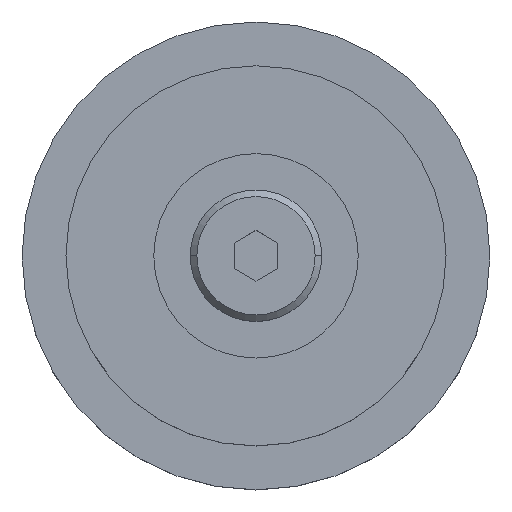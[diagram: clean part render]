
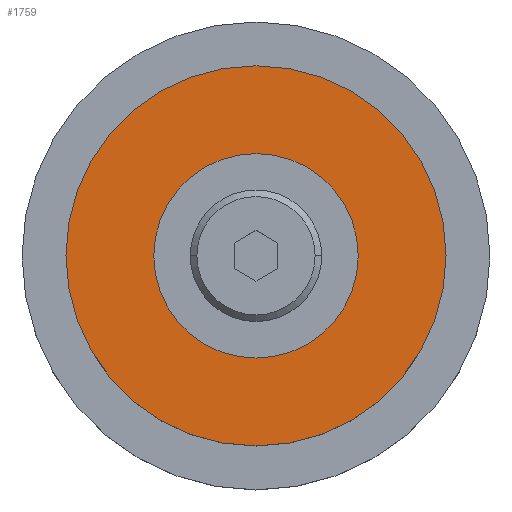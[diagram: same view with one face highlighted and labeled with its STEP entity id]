
A CAD part, top view. The second image highlights one B-rep face of the part: STEP entity #1759.
In plain terms, the highlighted planar face has unit normal (0, 0, 1).
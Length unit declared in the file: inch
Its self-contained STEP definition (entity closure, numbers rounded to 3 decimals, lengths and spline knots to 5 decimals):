
#1381=CARTESIAN_POINT('',(0.8125,0.0,0.73));
#1382=VERTEX_POINT('',#1381);
#1398=CARTESIAN_POINT('',(-0.8125,0.,0.73));
#1399=VERTEX_POINT('',#1398);
#1406=CARTESIAN_POINT('',(0.0,0.0,0.73));
#1407=DIRECTION('',(0.0,0.0,-1.0));
#1408=DIRECTION('',(1.0,0.0,0.0));
#1409=AXIS2_PLACEMENT_3D('',#1406,#1407,#1408);
#1410=CIRCLE('',#1409,0.8125);
#1411=EDGE_CURVE('',#1399,#1382,#1410,.T.);
#1507=CARTESIAN_POINT('',(0.437,0.0,0.73));
#1508=VERTEX_POINT('',#1507);
#1524=CARTESIAN_POINT('',(-0.437,0.,0.73));
#1525=VERTEX_POINT('',#1524);
#1532=CARTESIAN_POINT('',(0.0,0.0,0.73));
#1533=DIRECTION('',(0.0,0.0,-1.0));
#1534=DIRECTION('',(1.0,0.0,0.0));
#1535=AXIS2_PLACEMENT_3D('',#1532,#1533,#1534);
#1536=CIRCLE('',#1535,0.437);
#1537=EDGE_CURVE('',#1508,#1525,#1536,.T.);
#1634=CARTESIAN_POINT('',(0.0,0.0,0.73));
#1635=DIRECTION('',(0.0,0.0,-1.0));
#1636=DIRECTION('',(1.0,0.0,0.0));
#1637=AXIS2_PLACEMENT_3D('',#1634,#1635,#1636);
#1638=CIRCLE('',#1637,0.437);
#1639=EDGE_CURVE('',#1525,#1508,#1638,.T.);
#1728=CARTESIAN_POINT('',(0.0,0.0,0.73));
#1729=DIRECTION('',(0.0,0.0,-1.0));
#1730=DIRECTION('',(1.0,0.0,0.0));
#1731=AXIS2_PLACEMENT_3D('',#1728,#1729,#1730);
#1732=CIRCLE('',#1731,0.8125);
#1733=EDGE_CURVE('',#1382,#1399,#1732,.T.);
#1746=CARTESIAN_POINT('',(0.8125,0.0,0.73));
#1747=DIRECTION('',(0.0,0.0,1.0));
#1748=DIRECTION('',(1.0,0.0,0.0));
#1749=AXIS2_PLACEMENT_3D('',#1746,#1747,#1748);
#1750=PLANE('',#1749);
#1751=ORIENTED_EDGE('',*,*,#1733,.F.);
#1752=ORIENTED_EDGE('',*,*,#1411,.F.);
#1753=EDGE_LOOP('',(#1751,#1752));
#1754=FACE_OUTER_BOUND('',#1753,.T.);
#1755=ORIENTED_EDGE('',*,*,#1537,.T.);
#1756=ORIENTED_EDGE('',*,*,#1639,.T.);
#1757=EDGE_LOOP('',(#1755,#1756));
#1758=FACE_BOUND('',#1757,.T.);
#1759=ADVANCED_FACE('',(#1754,#1758),#1750,.T.);
